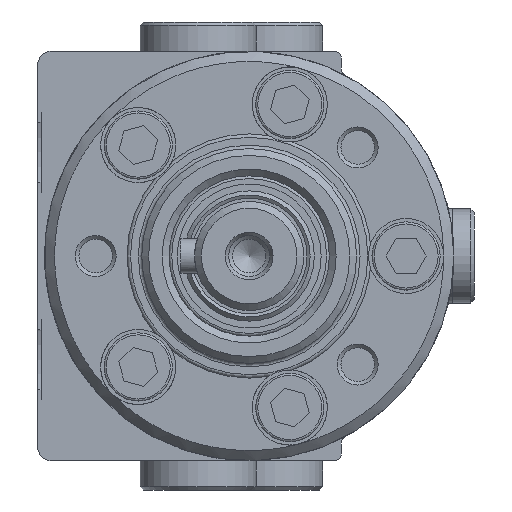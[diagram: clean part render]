
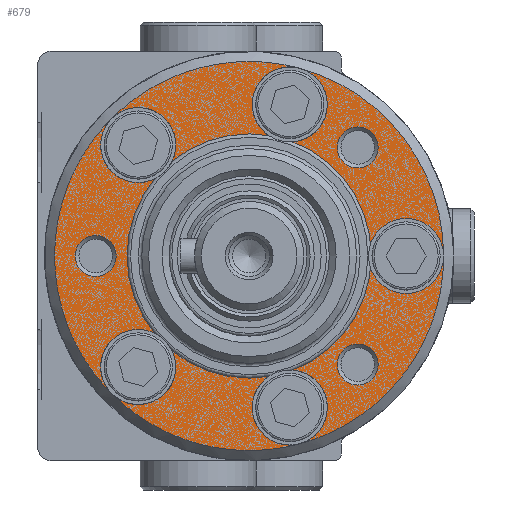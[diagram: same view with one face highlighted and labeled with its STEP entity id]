
A CAD part, left-side view. The second image highlights one B-rep face of the part: STEP entity #679.
In plain terms, the highlighted planar face has unit normal (1, 0, 0).
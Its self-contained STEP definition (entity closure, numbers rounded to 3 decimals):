
#679 = ADVANCED_FACE( '', ( #1474, #1475, #1476, #1477, #1478 ), #1479, .F. );
#1474 = FACE_OUTER_BOUND( '', #2447, .T. );
#1475 = FACE_BOUND( '', #2448, .T. );
#1476 = FACE_BOUND( '', #2449, .T. );
#1477 = FACE_BOUND( '', #2450, .T. );
#1478 = FACE_BOUND( '', #2451, .T. );
#1479 = PLANE( '', #2452 );
#2447 = EDGE_LOOP( '', ( #3867 ) );
#2448 = EDGE_LOOP( '', ( #3868 ) );
#2449 = EDGE_LOOP( '', ( #3869 ) );
#2450 = EDGE_LOOP( '', ( #3870 ) );
#2451 = EDGE_LOOP( '', ( #3871 ) );
#2452 = AXIS2_PLACEMENT_3D( '', #3872, #3873, #3874 );
#3867 = ORIENTED_EDGE( '', *, *, #5167, .F. );
#3868 = ORIENTED_EDGE( '', *, *, #5437, .T. );
#3869 = ORIENTED_EDGE( '', *, *, #5281, .T. );
#3870 = ORIENTED_EDGE( '', *, *, #5359, .T. );
#3871 = ORIENTED_EDGE( '', *, *, #5366, .T. );
#3872 = CARTESIAN_POINT( '', ( 18., 0., 0. ) );
#3873 = DIRECTION( '', ( -1., 0., 0. ) );
#3874 = DIRECTION( '', ( 0., 0., 1. ) );
#5167 = EDGE_CURVE( '', #6033, #6033, #6034, .T. );
#5281 = EDGE_CURVE( '', #6222, #6222, #6223, .T. );
#5359 = EDGE_CURVE( '', #6348, #6348, #6349, .T. );
#5366 = EDGE_CURVE( '', #6359, #6359, #6360, .T. );
#5437 = EDGE_CURVE( '', #6464, #6464, #6465, .T. );
#6033 = VERTEX_POINT( '', #7426 );
#6034 = CIRCLE( '', #7427, 30. );
#6222 = VERTEX_POINT( '', #7745 );
#6223 = CIRCLE( '', #7746, 2.459 );
#6348 = VERTEX_POINT( '', #7969 );
#6349 = CIRCLE( '', #7970, 2.459 );
#6359 = VERTEX_POINT( '', #7980 );
#6360 = CIRCLE( '', #7981, 2.459 );
#6464 = VERTEX_POINT( '', #8134 );
#6465 = CIRCLE( '', #8135, 17.9 );
#7426 = CARTESIAN_POINT( '', ( 18., 0., 30. ) );
#7427 = AXIS2_PLACEMENT_3D( '', #8868, #8869, #8870 );
#7745 = CARTESIAN_POINT( '', ( 18., 15.91, 18.368 ) );
#7746 = AXIS2_PLACEMENT_3D( '', #9011, #9012, #9013 );
#7969 = CARTESIAN_POINT( '', ( 18., 0., -20.042 ) );
#7970 = AXIS2_PLACEMENT_3D( '', #9097, #9098, #9099 );
#7980 = CARTESIAN_POINT( '', ( 18., -15.91, 18.368 ) );
#7981 = AXIS2_PLACEMENT_3D( '', #9109, #9110, #9111 );
#8134 = CARTESIAN_POINT( '', ( 18., 0., 17.9 ) );
#8135 = AXIS2_PLACEMENT_3D( '', #9181, #9182, #9183 );
#8868 = CARTESIAN_POINT( '', ( 18., 0., 0. ) );
#8869 = DIRECTION( '', ( -1., 0., 0. ) );
#8870 = DIRECTION( '', ( 0., 0., 1. ) );
#9011 = CARTESIAN_POINT( '', ( 18., 15.91, 15.91 ) );
#9012 = DIRECTION( '', ( -1., 0., 0. ) );
#9013 = DIRECTION( '', ( 0., 0., 1. ) );
#9097 = CARTESIAN_POINT( '', ( 18., 0., -22.5 ) );
#9098 = DIRECTION( '', ( -1., 0., 0. ) );
#9099 = DIRECTION( '', ( 0., 0., 1. ) );
#9109 = CARTESIAN_POINT( '', ( 18., -15.91, 15.91 ) );
#9110 = DIRECTION( '', ( -1., 0., 0. ) );
#9111 = DIRECTION( '', ( 0., 0., 1. ) );
#9181 = CARTESIAN_POINT( '', ( 18., 0., 0. ) );
#9182 = DIRECTION( '', ( -1., 0., 0. ) );
#9183 = DIRECTION( '', ( 0., 0., 1. ) );
